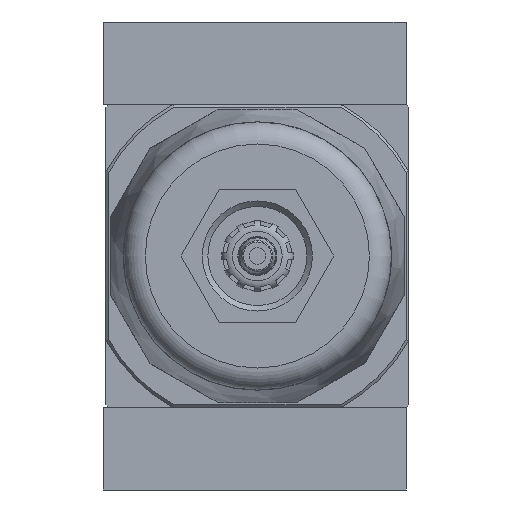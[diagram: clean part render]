
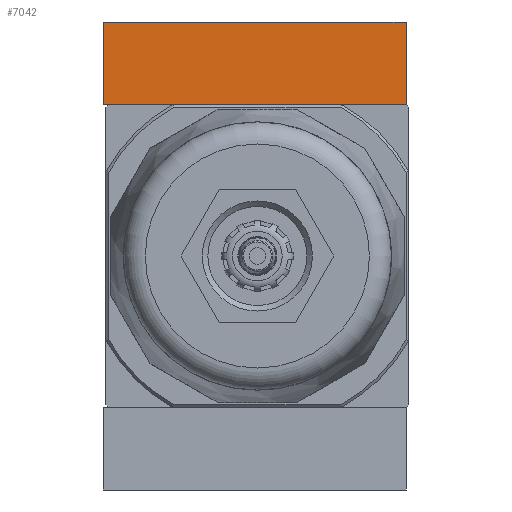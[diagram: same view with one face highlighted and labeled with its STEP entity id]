
A CAD part, front view. The second image highlights one B-rep face of the part: STEP entity #7042.
In plain terms, the highlighted planar face has unit normal (0, -1, 0).
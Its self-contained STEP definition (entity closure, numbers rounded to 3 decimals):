
#390=LINE('',#10944,#801);
#397=LINE('',#10989,#808);
#400=LINE('',#10995,#811);
#401=LINE('',#10997,#812);
#801=VECTOR('',#8686,1000.);
#808=VECTOR('',#8727,1000.);
#811=VECTOR('',#8732,1000.);
#812=VECTOR('',#8733,1000.);
#1105=PLANE('',#7562);
#2165=ORIENTED_EDGE('',*,*,#3385,.T.);
#2166=ORIENTED_EDGE('',*,*,#3410,.F.);
#2167=ORIENTED_EDGE('',*,*,#3411,.F.);
#2168=ORIENTED_EDGE('',*,*,#3407,.T.);
#3385=EDGE_CURVE('',#4081,#4083,#390,.T.);
#3407=EDGE_CURVE('',#4105,#4081,#397,.T.);
#3410=EDGE_CURVE('',#4107,#4083,#400,.T.);
#3411=EDGE_CURVE('',#4105,#4107,#401,.T.);
#4081=VERTEX_POINT('',#10939);
#4083=VERTEX_POINT('',#10943);
#4105=VERTEX_POINT('',#10990);
#4107=VERTEX_POINT('',#10996);
#4894=EDGE_LOOP('',(#2165,#2166,#2167,#2168));
#5395=FACE_BOUND('',#4894,.T.);
#7042=ADVANCED_FACE('',(#5395),#1105,.F.);
#7562=AXIS2_PLACEMENT_3D('',#10994,#8730,#8731);
#8686=DIRECTION('',(1.,0.,0.));
#8727=DIRECTION('',(0.,0.,-1.));
#8730=DIRECTION('',(0.,1.,0.));
#8731=DIRECTION('',(0.,0.,1.));
#8732=DIRECTION('',(0.,0.,-1.));
#8733=DIRECTION('',(1.,0.,0.));
#10939=CARTESIAN_POINT('',(-27.5,-16.,-7.5));
#10943=CARTESIAN_POINT('',(27.5,-16.,-7.5));
#10944=CARTESIAN_POINT('',(-27.5,-16.,-7.5));
#10989=CARTESIAN_POINT('',(-27.5,-16.,7.5));
#10990=CARTESIAN_POINT('',(-27.5,-16.,7.5));
#10994=CARTESIAN_POINT('',(-27.5,-16.,7.5));
#10995=CARTESIAN_POINT('',(27.5,-16.,7.5));
#10996=CARTESIAN_POINT('',(27.5,-16.,7.5));
#10997=CARTESIAN_POINT('',(-27.5,-16.,7.5));
